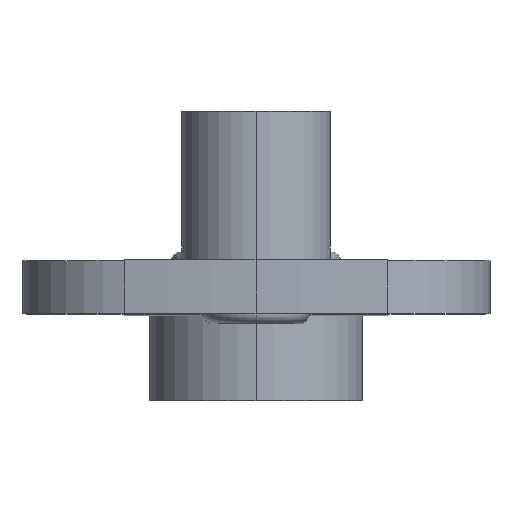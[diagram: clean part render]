
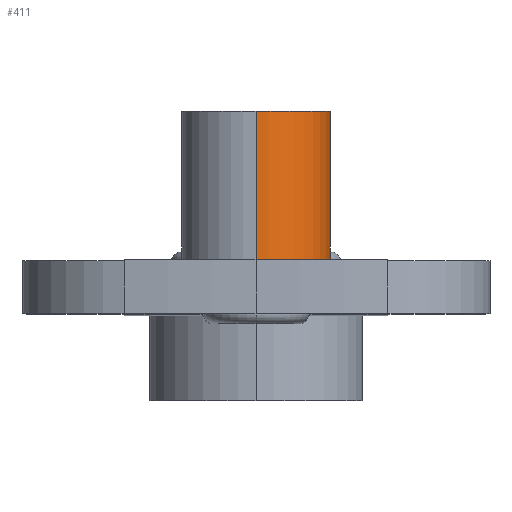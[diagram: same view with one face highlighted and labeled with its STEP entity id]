
A CAD part, top view. The second image highlights one B-rep face of the part: STEP entity #411.
In plain terms, the highlighted cylindrical face has radius 3.5 mm (diameter 7 mm), a partial arc.
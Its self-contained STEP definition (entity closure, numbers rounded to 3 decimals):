
#11 = CARTESIAN_POINT ( 'NONE',  ( 0., 0., 65.5 ) ) ;
#39 = VERTEX_POINT ( 'NONE', #902 ) ;
#59 = ORIENTED_EDGE ( 'NONE', *, *, #999, .T. ) ;
#66 = EDGE_CURVE ( 'NONE', #39, #749, #437, .T. ) ;
#76 = ORIENTED_EDGE ( 'NONE', *, *, #66, .F. ) ;
#78 = VERTEX_POINT ( 'NONE', #664 ) ;
#163 = FACE_OUTER_BOUND ( 'NONE', #317, .T. ) ;
#166 = ORIENTED_EDGE ( 'NONE', *, *, #921, .T. ) ;
#172 = CARTESIAN_POINT ( 'NONE',  ( 0., -1001.292, 62. ) ) ;
#178 = DIRECTION ( 'NONE',  ( 0., -1., 0. ) ) ;
#227 = DIRECTION ( 'NONE',  ( 0., -1., 0. ) ) ;
#264 = DIRECTION ( 'NONE',  ( 0., 0., 1. ) ) ;
#267 = VECTOR ( 'NONE', #475, 1000. ) ;
#317 = EDGE_LOOP ( 'NONE', ( #166, #474, #59, #76 ) ) ;
#350 = DIRECTION ( 'NONE',  ( 0., -1., 0. ) ) ;
#389 = VERTEX_POINT ( 'NONE', #963 ) ;
#406 = CARTESIAN_POINT ( 'NONE',  ( 0., -1001.292, 69. ) ) ;
#411 = ADVANCED_FACE ( 'NONE', ( #163 ), #810, .T. ) ;
#437 = LINE ( 'NONE', #172, #986 ) ;
#474 = ORIENTED_EDGE ( 'NONE', *, *, #806, .T. ) ;
#475 = DIRECTION ( 'NONE',  ( 0., -1., 0. ) ) ;
#507 = AXIS2_PLACEMENT_3D ( 'NONE', #553, #227, #1042 ) ;
#512 = AXIS2_PLACEMENT_3D ( 'NONE', #1005, #178, #594 ) ;
#553 = CARTESIAN_POINT ( 'NONE',  ( 0., -1001.292, 65.5 ) ) ;
#564 = CIRCLE ( 'NONE', #512, 3.5 ) ;
#594 = DIRECTION ( 'NONE',  ( 0., 0., -1. ) ) ;
#607 = AXIS2_PLACEMENT_3D ( 'NONE', #11, #994, #264 ) ;
#661 = LINE ( 'NONE', #406, #267 ) ;
#664 = CARTESIAN_POINT ( 'NONE',  ( 0., 0., 69. ) ) ;
#707 = CIRCLE ( 'NONE', #607, 3.5 ) ;
#749 = VERTEX_POINT ( 'NONE', #768 ) ;
#768 = CARTESIAN_POINT ( 'NONE',  ( 0., 0., 62. ) ) ;
#806 = EDGE_CURVE ( 'NONE', #389, #78, #661, .T. ) ;
#810 = CYLINDRICAL_SURFACE ( 'NONE', #507, 3.5 ) ;
#902 = CARTESIAN_POINT ( 'NONE',  ( 0., 7., 62. ) ) ;
#921 = EDGE_CURVE ( 'NONE', #39, #389, #564, .T. ) ;
#963 = CARTESIAN_POINT ( 'NONE',  ( 0., 7., 69. ) ) ;
#986 = VECTOR ( 'NONE', #350, 1000. ) ;
#994 = DIRECTION ( 'NONE',  ( 0., 1., 0. ) ) ;
#999 = EDGE_CURVE ( 'NONE', #78, #749, #707, .T. ) ;
#1005 = CARTESIAN_POINT ( 'NONE',  ( 0., 7., 65.5 ) ) ;
#1042 = DIRECTION ( 'NONE',  ( 0., 0., -1. ) ) ;
